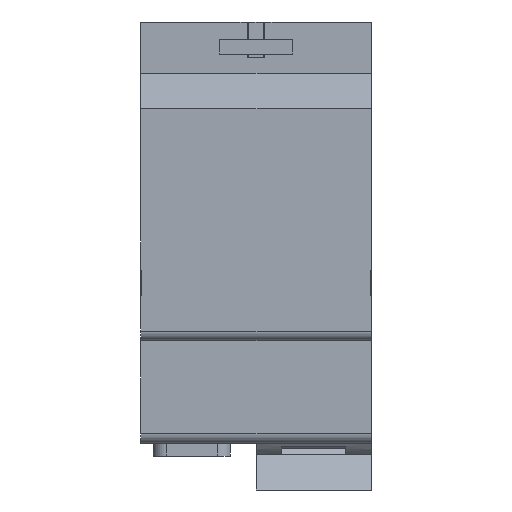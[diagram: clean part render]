
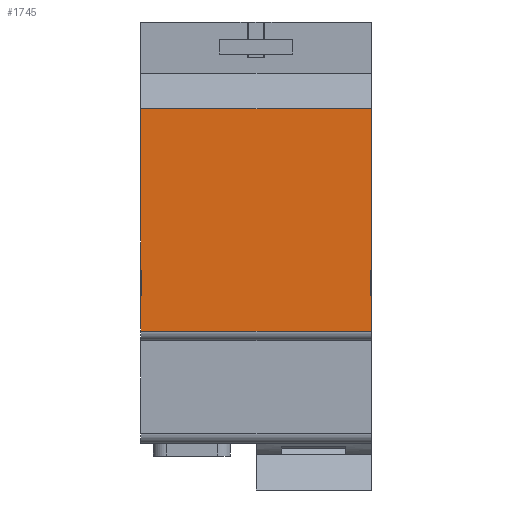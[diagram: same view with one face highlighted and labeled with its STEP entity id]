
A CAD part, front view. The second image highlights one B-rep face of the part: STEP entity #1745.
In plain terms, the highlighted planar face has unit normal (0, -1, 0).
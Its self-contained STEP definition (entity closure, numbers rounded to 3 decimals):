
#124 = CARTESIAN_POINT ( 'NONE',  ( -18., -40.5, -15.35 ) ) ;
#183 = CARTESIAN_POINT ( 'NONE',  ( -17.9, -40.5, -5.85 ) ) ;
#213 = EDGE_CURVE ( 'NONE', #6257, #5267, #4833, .T. ) ;
#301 = DIRECTION ( 'NONE',  ( 0., -1., 0. ) ) ;
#318 = VERTEX_POINT ( 'NONE', #652 ) ;
#356 = EDGE_CURVE ( 'NONE', #4779, #1248, #5432, .T. ) ;
#545 = ORIENTED_EDGE ( 'NONE', *, *, #356, .T. ) ;
#626 = EDGE_CURVE ( 'NONE', #6257, #1115, #5850, .T. ) ;
#652 = CARTESIAN_POINT ( 'NONE',  ( -17.9, -40.5, -9.85 ) ) ;
#699 = DIRECTION ( 'NONE',  ( 1., 0., 0. ) ) ;
#797 = DIRECTION ( 'NONE',  ( 1., 0., 0. ) ) ;
#880 = EDGE_LOOP ( 'NONE', ( #6841, #5064, #1690, #5571, #545, #4364, #2661, #5957, #2999, #910, #6835, #5809 ) ) ;
#910 = ORIENTED_EDGE ( 'NONE', *, *, #2398, .T. ) ;
#949 = LINE ( 'NONE', #3555, #5504 ) ;
#1032 = CARTESIAN_POINT ( 'NONE',  ( -18., -40.5, 19.355 ) ) ;
#1038 = CARTESIAN_POINT ( 'NONE',  ( 18., -40.5, 19.355 ) ) ;
#1085 = VERTEX_POINT ( 'NONE', #5268 ) ;
#1115 = VERTEX_POINT ( 'NONE', #2007 ) ;
#1248 = VERTEX_POINT ( 'NONE', #4947 ) ;
#1253 = CARTESIAN_POINT ( 'NONE',  ( 17.9, -40.5, -16.85 ) ) ;
#1378 = EDGE_CURVE ( 'NONE', #1115, #5899, #4079, .T. ) ;
#1412 = DIRECTION ( 'NONE',  ( 0., 0., -1. ) ) ;
#1508 = CARTESIAN_POINT ( 'NONE',  ( -18., -40.5, -16.85 ) ) ;
#1611 = CARTESIAN_POINT ( 'NONE',  ( -18., -40.5, 19.355 ) ) ;
#1690 = ORIENTED_EDGE ( 'NONE', *, *, #2264, .T. ) ;
#1745 = ADVANCED_FACE ( 'NONE', ( #7020 ), #6938, .T. ) ;
#1905 = EDGE_CURVE ( 'NONE', #6911, #5378, #6860, .T. ) ;
#1968 = CARTESIAN_POINT ( 'NONE',  ( -18., -40.5, -5.85 ) ) ;
#2004 = CARTESIAN_POINT ( 'NONE',  ( 18., -40.5, 32.85 ) ) ;
#2007 = CARTESIAN_POINT ( 'NONE',  ( 17.9, -40.5, -9.85 ) ) ;
#2264 = EDGE_CURVE ( 'NONE', #6911, #318, #2856, .T. ) ;
#2398 = EDGE_CURVE ( 'NONE', #5899, #1085, #6771, .T. ) ;
#2444 = CARTESIAN_POINT ( 'NONE',  ( 18., -40.5, -15.35 ) ) ;
#2606 = VECTOR ( 'NONE', #1412, 1000. ) ;
#2629 = DIRECTION ( 'NONE',  ( 0., 0., -1. ) ) ;
#2661 = ORIENTED_EDGE ( 'NONE', *, *, #213, .F. ) ;
#2704 = DIRECTION ( 'NONE',  ( -1., 0., 0. ) ) ;
#2721 = EDGE_CURVE ( 'NONE', #1248, #5267, #2769, .T. ) ;
#2769 = LINE ( 'NONE', #124, #6766 ) ;
#2856 = LINE ( 'NONE', #4130, #7106 ) ;
#2882 = VECTOR ( 'NONE', #3908, 1000. ) ;
#2919 = CARTESIAN_POINT ( 'NONE',  ( -18., -40.5, -16.85 ) ) ;
#2999 = ORIENTED_EDGE ( 'NONE', *, *, #1378, .T. ) ;
#3182 = CARTESIAN_POINT ( 'NONE',  ( -18., -40.5, -9.85 ) ) ;
#3202 = VECTOR ( 'NONE', #2629, 1000. ) ;
#3208 = DIRECTION ( 'NONE',  ( -1., 0., 0. ) ) ;
#3470 = CARTESIAN_POINT ( 'NONE',  ( 18., -40.5, -9.85 ) ) ;
#3501 = DIRECTION ( 'NONE',  ( 0., 0., -1. ) ) ;
#3555 = CARTESIAN_POINT ( 'NONE',  ( -17.9, -40.5, -9.85 ) ) ;
#3617 = EDGE_CURVE ( 'NONE', #5382, #1085, #6773, .T. ) ;
#3643 = AXIS2_PLACEMENT_3D ( 'NONE', #1508, #301, #4183 ) ;
#3723 = VECTOR ( 'NONE', #3208, 1000. ) ;
#3908 = DIRECTION ( 'NONE',  ( 0., 0., -1. ) ) ;
#4024 = EDGE_CURVE ( 'NONE', #4779, #318, #949, .T. ) ;
#4079 = LINE ( 'NONE', #1253, #6711 ) ;
#4092 = EDGE_CURVE ( 'NONE', #5993, #5378, #6594, .T. ) ;
#4130 = CARTESIAN_POINT ( 'NONE',  ( -17.9, -40.5, -16.85 ) ) ;
#4155 = VECTOR ( 'NONE', #4688, 1000. ) ;
#4183 = DIRECTION ( 'NONE',  ( 0., 0., -1. ) ) ;
#4200 = CARTESIAN_POINT ( 'NONE',  ( -18., -40.5, -16.85 ) ) ;
#4364 = ORIENTED_EDGE ( 'NONE', *, *, #2721, .T. ) ;
#4445 = CARTESIAN_POINT ( 'NONE',  ( 18., -40.5, 32.85 ) ) ;
#4654 = VECTOR ( 'NONE', #5039, 1000. ) ;
#4688 = DIRECTION ( 'NONE',  ( 1., 0., 0. ) ) ;
#4779 = VERTEX_POINT ( 'NONE', #6342 ) ;
#4789 = CARTESIAN_POINT ( 'NONE',  ( 17.9, -40.5, -5.85 ) ) ;
#4828 = VECTOR ( 'NONE', #3501, 1000. ) ;
#4833 = LINE ( 'NONE', #4445, #2882 ) ;
#4947 = CARTESIAN_POINT ( 'NONE',  ( -18., -40.5, -15.35 ) ) ;
#5039 = DIRECTION ( 'NONE',  ( -1., 0., 0. ) ) ;
#5064 = ORIENTED_EDGE ( 'NONE', *, *, #1905, .F. ) ;
#5267 = VERTEX_POINT ( 'NONE', #2444 ) ;
#5268 = CARTESIAN_POINT ( 'NONE',  ( 18., -40.5, -5.85 ) ) ;
#5378 = VERTEX_POINT ( 'NONE', #1968 ) ;
#5382 = VERTEX_POINT ( 'NONE', #1038 ) ;
#5432 = LINE ( 'NONE', #2919, #4828 ) ;
#5504 = VECTOR ( 'NONE', #797, 1000. ) ;
#5571 = ORIENTED_EDGE ( 'NONE', *, *, #4024, .F. ) ;
#5806 = VECTOR ( 'NONE', #2704, 1000. ) ;
#5809 = ORIENTED_EDGE ( 'NONE', *, *, #7044, .T. ) ;
#5850 = LINE ( 'NONE', #3182, #3723 ) ;
#5899 = VERTEX_POINT ( 'NONE', #4789 ) ;
#5957 = ORIENTED_EDGE ( 'NONE', *, *, #626, .T. ) ;
#5993 = VERTEX_POINT ( 'NONE', #1611 ) ;
#6210 = DIRECTION ( 'NONE',  ( 0., 0., -1. ) ) ;
#6257 = VERTEX_POINT ( 'NONE', #3470 ) ;
#6273 = CARTESIAN_POINT ( 'NONE',  ( -17.9, -40.5, -5.85 ) ) ;
#6322 = CARTESIAN_POINT ( 'NONE',  ( 17.9, -40.5, -5.85 ) ) ;
#6342 = CARTESIAN_POINT ( 'NONE',  ( -18., -40.5, -9.85 ) ) ;
#6594 = LINE ( 'NONE', #4200, #2606 ) ;
#6696 = DIRECTION ( 'NONE',  ( 0., 0., 1. ) ) ;
#6711 = VECTOR ( 'NONE', #6696, 1000. ) ;
#6745 = LINE ( 'NONE', #1032, #5806 ) ;
#6766 = VECTOR ( 'NONE', #699, 1000. ) ;
#6771 = LINE ( 'NONE', #6322, #4155 ) ;
#6773 = LINE ( 'NONE', #2004, #3202 ) ;
#6835 = ORIENTED_EDGE ( 'NONE', *, *, #3617, .F. ) ;
#6841 = ORIENTED_EDGE ( 'NONE', *, *, #4092, .T. ) ;
#6860 = LINE ( 'NONE', #183, #4654 ) ;
#6911 = VERTEX_POINT ( 'NONE', #6273 ) ;
#6938 = PLANE ( 'NONE',  #3643 ) ;
#7020 = FACE_OUTER_BOUND ( 'NONE', #880, .T. ) ;
#7044 = EDGE_CURVE ( 'NONE', #5382, #5993, #6745, .T. ) ;
#7106 = VECTOR ( 'NONE', #6210, 1000. ) ;
